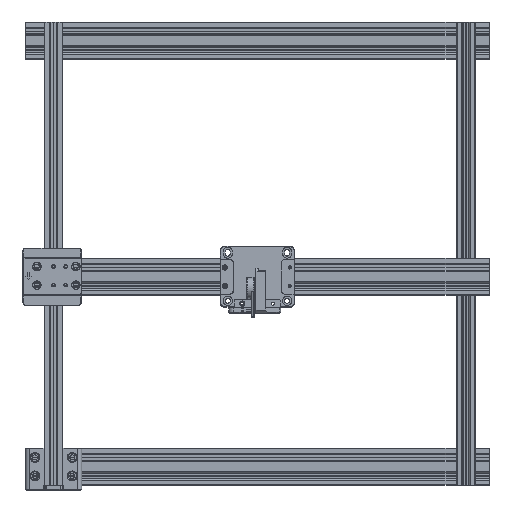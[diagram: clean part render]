
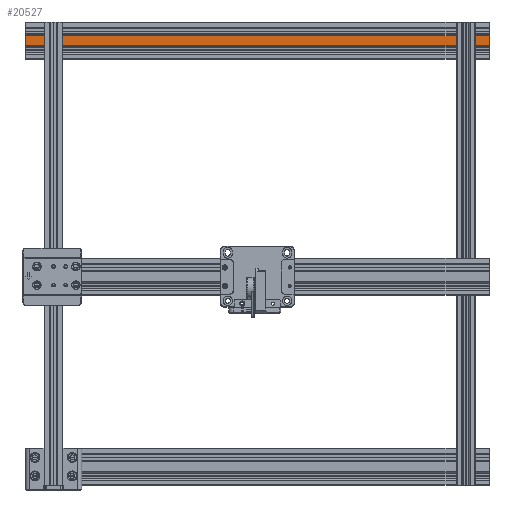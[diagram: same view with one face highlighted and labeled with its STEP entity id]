
A CAD part, top view. The second image highlights one B-rep face of the part: STEP entity #20527.
In plain terms, the highlighted face is planar.
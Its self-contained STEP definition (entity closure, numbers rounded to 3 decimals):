
#603=PLANE('',#21836);
#1417=FACE_OUTER_BOUND('',#2589,.T.);
#2589=EDGE_LOOP('',(#14489,#14490,#14491,#14492));
#4148=LINE('',#30306,#6470);
#4150=LINE('',#30310,#6472);
#4151=LINE('',#30312,#6473);
#4152=LINE('',#30313,#6474);
#6470=VECTOR('',#24108,1000.);
#6472=VECTOR('',#24112,1000.);
#6473=VECTOR('',#24113,1000.);
#6474=VECTOR('',#24114,1000.);
#9351=VERTEX_POINT('',#30303);
#9352=VERTEX_POINT('',#30305);
#9353=VERTEX_POINT('',#30309);
#9354=VERTEX_POINT('',#30311);
#11362=EDGE_CURVE('',#9352,#9351,#4148,.T.);
#11364=EDGE_CURVE('',#9351,#9353,#4150,.T.);
#11365=EDGE_CURVE('',#9354,#9353,#4151,.T.);
#11366=EDGE_CURVE('',#9352,#9354,#4152,.T.);
#14489=ORIENTED_EDGE('',*,*,#11364,.T.);
#14490=ORIENTED_EDGE('',*,*,#11365,.F.);
#14491=ORIENTED_EDGE('',*,*,#11366,.F.);
#14492=ORIENTED_EDGE('',*,*,#11362,.T.);
#20527=ADVANCED_FACE('',(#1417),#603,.F.);
#21836=AXIS2_PLACEMENT_3D('',#30308,#24110,#24111);
#24108=DIRECTION('',(0.,0.,-1.));
#24110=DIRECTION('center_axis',(-1.,0.,0.));
#24111=DIRECTION('ref_axis',(0.,0.,1.));
#24112=DIRECTION('',(0.,1.,0.));
#24113=DIRECTION('',(0.,0.,-1.));
#24114=DIRECTION('',(0.,1.,0.));
#30303=CARTESIAN_POINT('',(10.,-5.42,0.));
#30305=CARTESIAN_POINT('',(10.,-5.42,500.));
#30306=CARTESIAN_POINT('',(10.,-5.42,500.));
#30308=CARTESIAN_POINT('Origin',(10.,0.,500.));
#30309=CARTESIAN_POINT('',(10.,5.42,0.));
#30310=CARTESIAN_POINT('',(10.,0.,0.));
#30311=CARTESIAN_POINT('',(10.,5.42,500.));
#30312=CARTESIAN_POINT('',(10.,5.42,500.));
#30313=CARTESIAN_POINT('',(10.,0.,500.));
